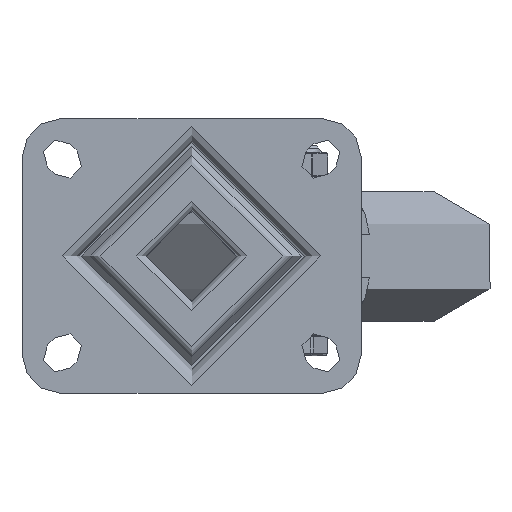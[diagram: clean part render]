
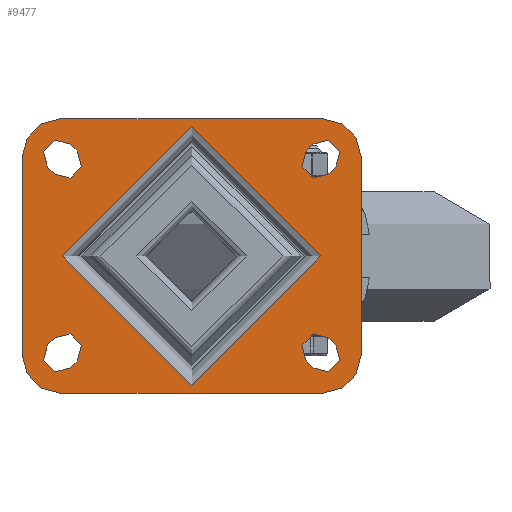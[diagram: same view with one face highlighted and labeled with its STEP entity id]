
A CAD part, top view. The second image highlights one B-rep face of the part: STEP entity #9477.
In plain terms, the highlighted planar face has unit normal (0, 0, 1).
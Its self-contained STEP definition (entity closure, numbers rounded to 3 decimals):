
#936=FACE_BOUND('',#1911,.T.);
#937=FACE_BOUND('',#1912,.T.);
#938=FACE_BOUND('',#1913,.T.);
#939=FACE_BOUND('',#1914,.T.);
#940=FACE_BOUND('',#1915,.T.);
#1043=PLANE('',#10316);
#1316=FACE_OUTER_BOUND('',#1910,.T.);
#1910=EDGE_LOOP('',(#6578,#6579,#6580,#6581,#6582,#6583,#6584,#6585));
#1911=EDGE_LOOP('',(#6586));
#1912=EDGE_LOOP('',(#6587,#6588,#6589,#6590));
#1913=EDGE_LOOP('',(#6591,#6592,#6593,#6594));
#1914=EDGE_LOOP('',(#6595,#6596,#6597,#6598));
#1915=EDGE_LOOP('',(#6599,#6600,#6601,#6602));
#2615=LINE('',#13812,#3192);
#2616=LINE('',#13813,#3193);
#2617=LINE('',#13814,#3194);
#2618=LINE('',#13815,#3195);
#2619=LINE('',#13816,#3196);
#2620=LINE('',#13817,#3197);
#2621=LINE('',#13818,#3198);
#2622=LINE('',#13819,#3199);
#2623=LINE('',#13820,#3200);
#2624=LINE('',#13821,#3201);
#2625=LINE('',#13822,#3202);
#2626=LINE('',#13823,#3203);
#3192=VECTOR('',#11371,1000.);
#3193=VECTOR('',#11372,1000.);
#3194=VECTOR('',#11373,1000.);
#3195=VECTOR('',#11374,1000.);
#3196=VECTOR('',#11375,1000.);
#3197=VECTOR('',#11376,1000.);
#3198=VECTOR('',#11377,1000.);
#3199=VECTOR('',#11378,1000.);
#3200=VECTOR('',#11379,1000.);
#3201=VECTOR('',#11380,1000.);
#3202=VECTOR('',#11381,1000.);
#3203=VECTOR('',#11382,1000.);
#3727=CIRCLE('',#10246,5.);
#3730=CIRCLE('',#10250,5.);
#3731=CIRCLE('',#10252,5.);
#3734=CIRCLE('',#10256,5.);
#3735=CIRCLE('',#10258,5.);
#3738=CIRCLE('',#10262,5.);
#3739=CIRCLE('',#10264,5.);
#3742=CIRCLE('',#10268,5.);
#3744=CIRCLE('',#10271,12.);
#3746=CIRCLE('',#10274,12.);
#3748=CIRCLE('',#10277,12.);
#3750=CIRCLE('',#10280,12.);
#3759=CIRCLE('',#10294,40.);
#4127=VERTEX_POINT('',#13634);
#4128=VERTEX_POINT('',#13635);
#4133=VERTEX_POINT('',#13646);
#4134=VERTEX_POINT('',#13648);
#4135=VERTEX_POINT('',#13652);
#4136=VERTEX_POINT('',#13653);
#4141=VERTEX_POINT('',#13664);
#4142=VERTEX_POINT('',#13666);
#4143=VERTEX_POINT('',#13670);
#4144=VERTEX_POINT('',#13671);
#4149=VERTEX_POINT('',#13682);
#4150=VERTEX_POINT('',#13684);
#4151=VERTEX_POINT('',#13688);
#4152=VERTEX_POINT('',#13689);
#4157=VERTEX_POINT('',#13700);
#4158=VERTEX_POINT('',#13702);
#4161=VERTEX_POINT('',#13709);
#4162=VERTEX_POINT('',#13711);
#4165=VERTEX_POINT('',#13718);
#4166=VERTEX_POINT('',#13720);
#4169=VERTEX_POINT('',#13727);
#4170=VERTEX_POINT('',#13729);
#4173=VERTEX_POINT('',#13736);
#4174=VERTEX_POINT('',#13738);
#4181=VERTEX_POINT('',#13762);
#5042=EDGE_CURVE('',#4127,#4128,#3727,.T.);
#5048=EDGE_CURVE('',#4133,#4134,#3730,.T.);
#5050=EDGE_CURVE('',#4135,#4136,#3731,.T.);
#5056=EDGE_CURVE('',#4141,#4142,#3734,.T.);
#5058=EDGE_CURVE('',#4143,#4144,#3735,.T.);
#5064=EDGE_CURVE('',#4149,#4150,#3738,.T.);
#5066=EDGE_CURVE('',#4151,#4152,#3739,.T.);
#5072=EDGE_CURVE('',#4157,#4158,#3742,.T.);
#5076=EDGE_CURVE('',#4161,#4162,#3744,.T.);
#5080=EDGE_CURVE('',#4165,#4166,#3746,.T.);
#5084=EDGE_CURVE('',#4169,#4170,#3748,.T.);
#5088=EDGE_CURVE('',#4173,#4174,#3750,.T.);
#5100=EDGE_CURVE('',#4181,#4181,#3759,.T.);
#5129=EDGE_CURVE('',#4170,#4173,#2615,.T.);
#5130=EDGE_CURVE('',#4166,#4169,#2616,.T.);
#5131=EDGE_CURVE('',#4162,#4165,#2617,.T.);
#5132=EDGE_CURVE('',#4174,#4161,#2618,.T.);
#5133=EDGE_CURVE('',#4152,#4157,#2619,.T.);
#5134=EDGE_CURVE('',#4158,#4151,#2620,.T.);
#5135=EDGE_CURVE('',#4144,#4149,#2621,.T.);
#5136=EDGE_CURVE('',#4150,#4143,#2622,.T.);
#5137=EDGE_CURVE('',#4136,#4141,#2623,.T.);
#5138=EDGE_CURVE('',#4142,#4135,#2624,.T.);
#5139=EDGE_CURVE('',#4128,#4133,#2625,.T.);
#5140=EDGE_CURVE('',#4134,#4127,#2626,.T.);
#6578=ORIENTED_EDGE('',*,*,#5088,.F.);
#6579=ORIENTED_EDGE('',*,*,#5129,.F.);
#6580=ORIENTED_EDGE('',*,*,#5084,.F.);
#6581=ORIENTED_EDGE('',*,*,#5130,.F.);
#6582=ORIENTED_EDGE('',*,*,#5080,.F.);
#6583=ORIENTED_EDGE('',*,*,#5131,.F.);
#6584=ORIENTED_EDGE('',*,*,#5076,.F.);
#6585=ORIENTED_EDGE('',*,*,#5132,.F.);
#6586=ORIENTED_EDGE('',*,*,#5100,.F.);
#6587=ORIENTED_EDGE('',*,*,#5072,.F.);
#6588=ORIENTED_EDGE('',*,*,#5133,.F.);
#6589=ORIENTED_EDGE('',*,*,#5066,.F.);
#6590=ORIENTED_EDGE('',*,*,#5134,.F.);
#6591=ORIENTED_EDGE('',*,*,#5064,.F.);
#6592=ORIENTED_EDGE('',*,*,#5135,.F.);
#6593=ORIENTED_EDGE('',*,*,#5058,.F.);
#6594=ORIENTED_EDGE('',*,*,#5136,.F.);
#6595=ORIENTED_EDGE('',*,*,#5056,.F.);
#6596=ORIENTED_EDGE('',*,*,#5137,.F.);
#6597=ORIENTED_EDGE('',*,*,#5050,.F.);
#6598=ORIENTED_EDGE('',*,*,#5138,.F.);
#6599=ORIENTED_EDGE('',*,*,#5048,.F.);
#6600=ORIENTED_EDGE('',*,*,#5139,.F.);
#6601=ORIENTED_EDGE('',*,*,#5042,.F.);
#6602=ORIENTED_EDGE('',*,*,#5140,.F.);
#9477=ADVANCED_FACE('',(#1316,#936,#937,#938,#939,#940),#1043,.T.);
#10246=AXIS2_PLACEMENT_3D('',#13636,#11187,#11188);
#10250=AXIS2_PLACEMENT_3D('',#13649,#11198,#11199);
#10252=AXIS2_PLACEMENT_3D('',#13654,#11203,#11204);
#10256=AXIS2_PLACEMENT_3D('',#13667,#11214,#11215);
#10258=AXIS2_PLACEMENT_3D('',#13672,#11219,#11220);
#10262=AXIS2_PLACEMENT_3D('',#13685,#11230,#11231);
#10264=AXIS2_PLACEMENT_3D('',#13690,#11235,#11236);
#10268=AXIS2_PLACEMENT_3D('',#13703,#11246,#11247);
#10271=AXIS2_PLACEMENT_3D('',#13712,#11254,#11255);
#10274=AXIS2_PLACEMENT_3D('',#13721,#11262,#11263);
#10277=AXIS2_PLACEMENT_3D('',#13730,#11270,#11271);
#10280=AXIS2_PLACEMENT_3D('',#13739,#11278,#11279);
#10294=AXIS2_PLACEMENT_3D('',#13763,#11309,#11310);
#10316=AXIS2_PLACEMENT_3D('',#13811,#11369,#11370);
#11187=DIRECTION('center_axis',(0.,0.,1.));
#11188=DIRECTION('ref_axis',(-1.,0.,0.));
#11198=DIRECTION('center_axis',(0.,0.,1.));
#11199=DIRECTION('ref_axis',(-1.,0.,0.));
#11203=DIRECTION('center_axis',(0.,0.,1.));
#11204=DIRECTION('ref_axis',(-1.,0.,0.));
#11214=DIRECTION('center_axis',(0.,0.,1.));
#11215=DIRECTION('ref_axis',(-1.,0.,0.));
#11219=DIRECTION('center_axis',(0.,0.,1.));
#11220=DIRECTION('ref_axis',(1.,0.,0.));
#11230=DIRECTION('center_axis',(0.,0.,1.));
#11231=DIRECTION('ref_axis',(1.,0.,0.));
#11235=DIRECTION('center_axis',(0.,0.,1.));
#11236=DIRECTION('ref_axis',(1.,0.,0.));
#11246=DIRECTION('center_axis',(0.,0.,1.));
#11247=DIRECTION('ref_axis',(1.,0.,0.));
#11254=DIRECTION('center_axis',(0.,0.,-1.));
#11255=DIRECTION('ref_axis',(-0.707,0.707,0.));
#11262=DIRECTION('center_axis',(0.,0.,-1.));
#11263=DIRECTION('ref_axis',(0.707,0.707,0.));
#11270=DIRECTION('center_axis',(0.,0.,-1.));
#11271=DIRECTION('ref_axis',(0.707,-0.707,0.));
#11278=DIRECTION('center_axis',(0.,0.,-1.));
#11279=DIRECTION('ref_axis',(-0.707,-0.707,0.));
#11309=DIRECTION('center_axis',(0.,0.,1.));
#11310=DIRECTION('ref_axis',(1.,0.,0.));
#11369=DIRECTION('center_axis',(0.,0.,1.));
#11370=DIRECTION('ref_axis',(1.,0.,0.));
#11371=DIRECTION('',(-1.,0.,0.));
#11372=DIRECTION('',(0.,-1.,0.));
#11373=DIRECTION('',(1.,0.,0.));
#11374=DIRECTION('',(0.,1.,0.));
#11375=DIRECTION('',(0.707,-0.707,0.));
#11376=DIRECTION('',(-0.707,0.707,0.));
#11377=DIRECTION('',(0.707,0.707,0.));
#11378=DIRECTION('',(-0.707,-0.707,0.));
#11379=DIRECTION('',(-0.707,-0.707,0.));
#11380=DIRECTION('',(0.707,0.707,0.));
#11381=DIRECTION('',(-0.707,0.707,0.));
#11382=DIRECTION('',(0.707,-0.707,0.));
#13634=CARTESIAN_POINT('',(37.525,-34.596,2.5));
#13635=CARTESIAN_POINT('',(44.596,-27.525,2.5));
#13636=CARTESIAN_POINT('Origin',(41.061,-31.061,2.5));
#13646=CARTESIAN_POINT('',(42.475,-25.404,2.5));
#13648=CARTESIAN_POINT('',(35.404,-32.475,2.5));
#13649=CARTESIAN_POINT('Origin',(38.939,-28.939,2.5));
#13652=CARTESIAN_POINT('',(44.596,27.525,2.5));
#13653=CARTESIAN_POINT('',(37.525,34.596,2.5));
#13654=CARTESIAN_POINT('Origin',(41.061,31.061,2.5));
#13664=CARTESIAN_POINT('',(35.404,32.475,2.5));
#13666=CARTESIAN_POINT('',(42.475,25.404,2.5));
#13667=CARTESIAN_POINT('Origin',(38.939,28.939,2.5));
#13670=CARTESIAN_POINT('',(-44.596,-27.525,2.5));
#13671=CARTESIAN_POINT('',(-37.525,-34.596,2.5));
#13672=CARTESIAN_POINT('Origin',(-41.061,-31.061,2.5));
#13682=CARTESIAN_POINT('',(-35.404,-32.475,2.5));
#13684=CARTESIAN_POINT('',(-42.475,-25.404,2.5));
#13685=CARTESIAN_POINT('Origin',(-38.939,-28.939,2.5));
#13688=CARTESIAN_POINT('',(-37.525,34.596,2.5));
#13689=CARTESIAN_POINT('',(-44.596,27.525,2.5));
#13690=CARTESIAN_POINT('Origin',(-41.061,31.061,2.5));
#13700=CARTESIAN_POINT('',(-42.475,25.404,2.5));
#13702=CARTESIAN_POINT('',(-35.404,32.475,2.5));
#13703=CARTESIAN_POINT('Origin',(-38.939,28.939,2.5));
#13709=CARTESIAN_POINT('',(-52.5,30.5,2.5));
#13711=CARTESIAN_POINT('',(-40.5,42.5,2.5));
#13712=CARTESIAN_POINT('Origin',(-40.5,30.5,2.5));
#13718=CARTESIAN_POINT('',(40.5,42.5,2.5));
#13720=CARTESIAN_POINT('',(52.5,30.5,2.5));
#13721=CARTESIAN_POINT('Origin',(40.5,30.5,2.5));
#13727=CARTESIAN_POINT('',(52.5,-30.5,2.5));
#13729=CARTESIAN_POINT('',(40.5,-42.5,2.5));
#13730=CARTESIAN_POINT('Origin',(40.5,-30.5,2.5));
#13736=CARTESIAN_POINT('',(-40.5,-42.5,2.5));
#13738=CARTESIAN_POINT('',(-52.5,-30.5,2.5));
#13739=CARTESIAN_POINT('Origin',(-40.5,-30.5,2.5));
#13762=CARTESIAN_POINT('',(40.,0.,2.5));
#13763=CARTESIAN_POINT('Origin',(0.,0.,2.5));
#13811=CARTESIAN_POINT('Origin',(0.,0.,2.5));
#13812=CARTESIAN_POINT('',(52.5,-42.5,2.5));
#13813=CARTESIAN_POINT('',(52.5,42.5,2.5));
#13814=CARTESIAN_POINT('',(-52.5,42.5,2.5));
#13815=CARTESIAN_POINT('',(-52.5,-42.5,2.5));
#13816=CARTESIAN_POINT('',(-44.596,27.525,2.5));
#13817=CARTESIAN_POINT('',(-37.525,34.596,2.5));
#13818=CARTESIAN_POINT('',(-37.525,-34.596,2.5));
#13819=CARTESIAN_POINT('',(-44.596,-27.525,2.5));
#13820=CARTESIAN_POINT('',(37.525,34.596,2.5));
#13821=CARTESIAN_POINT('',(44.596,27.525,2.5));
#13822=CARTESIAN_POINT('',(44.596,-27.525,2.5));
#13823=CARTESIAN_POINT('',(37.525,-34.596,2.5));
